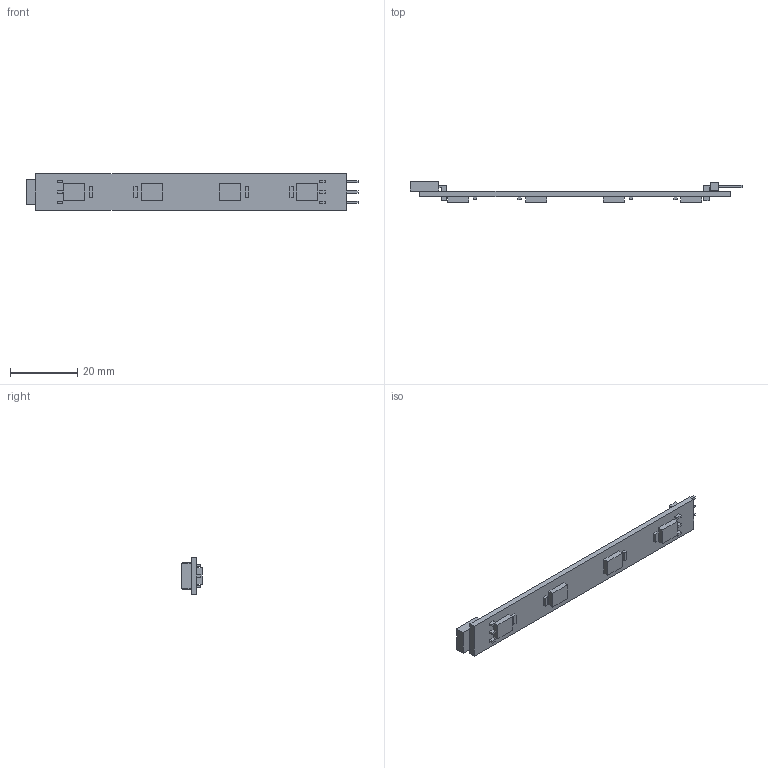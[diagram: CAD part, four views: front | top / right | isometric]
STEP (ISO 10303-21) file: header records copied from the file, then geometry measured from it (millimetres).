
FILE_DESCRIPTION(/* description */ (''),/* implementation_level */ '2;1');
FILE_NAME(/* name */ 'ERCF Carrot on a Stick v2.step',/* time_stamp */ '2024-02-26T18:46:08-05:00',/* author */ (''),/* organization */ (''),/* preprocessor_version */ 'ST-DEVELOPER v20',/* originating_system */ 'Autodesk Translation Framework v12.20.1.177',/* authorisation */ '');
FILE_SCHEMA (('AUTOMOTIVE_DESIGN { 1 0 10303 214 3 1 1 }'));
Length unit declared in the file: millimetre
Products named in the file (9): ERCF Carrot on a Stick; LED PCB; LEDs; Capacitors; PCB; Connector; Header Comb; Header 1; Header 2
Assembly tree (8 placements, depth 3):
  ERCF Carrot on a Stick
    LED PCB
      LEDs
      Capacitors
      PCB
      Connector
      Header Comb
      Header 1
      Header 2
Bounding box: 98.55 x 6.05 x 10.9 mm (x, y, z)
Volume: 2175.7 mm3; surface area: 3387.6 mm2
Topology: 17 solids, 17 shells, 150 faces, 348 edges, 232 vertices
Faces by surface type: plane 150
Entity records: 4501 total; most frequent: CARTESIAN_POINT 748, ORIENTED_EDGE 696, DIRECTION 684, LINE 348, VECTOR 348, EDGE_CURVE 348, VERTEX_POINT 232, EDGE_LOOP 168
